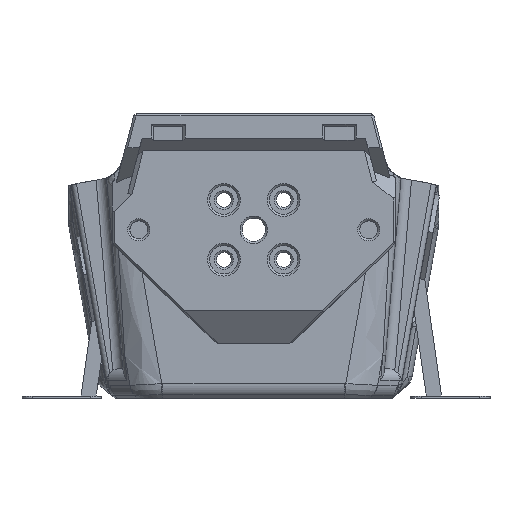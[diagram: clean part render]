
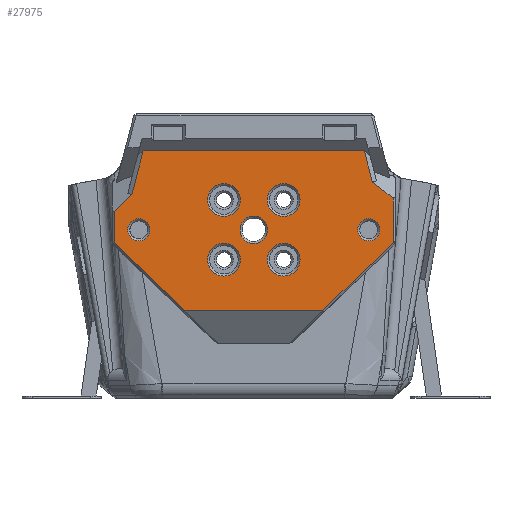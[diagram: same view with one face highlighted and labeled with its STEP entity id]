
A CAD part, front view. The second image highlights one B-rep face of the part: STEP entity #27975.
In plain terms, the highlighted planar face has unit normal (0, -1, 0).
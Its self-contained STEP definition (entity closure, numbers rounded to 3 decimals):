
#2197=CIRCLE('',#30265,2.1);
#2198=CIRCLE('',#30266,2.1);
#2199=CIRCLE('',#30267,2.6);
#2200=CIRCLE('',#30268,3.1);
#2201=CIRCLE('',#30269,3.1);
#2202=CIRCLE('',#30270,3.1);
#2203=CIRCLE('',#30271,3.1);
#9935=ORIENTED_EDGE('',*,*,#11802,.F.);
#9936=ORIENTED_EDGE('',*,*,#14638,.T.);
#9937=ORIENTED_EDGE('',*,*,#14639,.T.);
#9938=ORIENTED_EDGE('',*,*,#14640,.T.);
#9939=ORIENTED_EDGE('',*,*,#14641,.T.);
#9940=ORIENTED_EDGE('',*,*,#14642,.T.);
#9941=ORIENTED_EDGE('',*,*,#14643,.T.);
#9942=ORIENTED_EDGE('',*,*,#14644,.T.);
#9943=ORIENTED_EDGE('',*,*,#11811,.F.);
#9944=ORIENTED_EDGE('',*,*,#14645,.T.);
#9945=ORIENTED_EDGE('',*,*,#14646,.T.);
#9946=ORIENTED_EDGE('',*,*,#14647,.T.);
#9947=ORIENTED_EDGE('',*,*,#14648,.T.);
#9948=ORIENTED_EDGE('',*,*,#14649,.F.);
#9949=ORIENTED_EDGE('',*,*,#14650,.F.);
#9950=ORIENTED_EDGE('',*,*,#14651,.T.);
#9951=ORIENTED_EDGE('',*,*,#14652,.T.);
#11802=EDGE_CURVE('',#15661,#15662,#18119,.F.);
#11811=EDGE_CURVE('',#15670,#15671,#18128,.F.);
#14638=EDGE_CURVE('',#15661,#17448,#19732,.T.);
#14639=EDGE_CURVE('',#17448,#17449,#19733,.F.);
#14640=EDGE_CURVE('',#17449,#17450,#19734,.T.);
#14641=EDGE_CURVE('',#17450,#17451,#19735,.T.);
#14642=EDGE_CURVE('',#17451,#17452,#19736,.T.);
#14643=EDGE_CURVE('',#17452,#17453,#19737,.T.);
#14644=EDGE_CURVE('',#17453,#15671,#19738,.T.);
#14645=EDGE_CURVE('',#15670,#15662,#19739,.T.);
#14646=EDGE_CURVE('',#17454,#17454,#2197,.F.);
#14647=EDGE_CURVE('',#17455,#17455,#2198,.F.);
#14648=EDGE_CURVE('',#17456,#17456,#2199,.F.);
#14649=EDGE_CURVE('',#17457,#17457,#2200,.F.);
#14650=EDGE_CURVE('',#17458,#17458,#2201,.F.);
#14651=EDGE_CURVE('',#17459,#17459,#2202,.F.);
#14652=EDGE_CURVE('',#17460,#17460,#2203,.F.);
#15661=VERTEX_POINT('',#42280);
#15662=VERTEX_POINT('',#42282);
#15670=VERTEX_POINT('',#42299);
#15671=VERTEX_POINT('',#42301);
#17448=VERTEX_POINT('',#54732);
#17449=VERTEX_POINT('',#54734);
#17450=VERTEX_POINT('',#54736);
#17451=VERTEX_POINT('',#54738);
#17452=VERTEX_POINT('',#54740);
#17453=VERTEX_POINT('',#54742);
#17454=VERTEX_POINT('',#54746);
#17455=VERTEX_POINT('',#54748);
#17456=VERTEX_POINT('',#54750);
#17457=VERTEX_POINT('',#54752);
#17458=VERTEX_POINT('',#54754);
#17459=VERTEX_POINT('',#54756);
#17460=VERTEX_POINT('',#54758);
#18119=LINE('',#42281,#20469);
#18128=LINE('',#42300,#20478);
#19732=LINE('',#54731,#22082);
#19733=LINE('',#54733,#22083);
#19734=LINE('',#54735,#22084);
#19735=LINE('',#54737,#22085);
#19736=LINE('',#54739,#22086);
#19737=LINE('',#54741,#22087);
#19738=LINE('',#54743,#22088);
#19739=LINE('',#54744,#22089);
#20469=VECTOR('',#31961,1000.);
#20478=VECTOR('',#31972,1000.);
#22082=VECTOR('',#36646,1000.);
#22083=VECTOR('',#36647,1000.);
#22084=VECTOR('',#36648,1000.);
#22085=VECTOR('',#36649,1000.);
#22086=VECTOR('',#36650,1000.);
#22087=VECTOR('',#36651,1000.);
#22088=VECTOR('',#36652,1000.);
#22089=VECTOR('',#36653,1000.);
#23826=EDGE_LOOP('',(#9935,#9936,#9937,#9938,#9939,#9940,#9941,#9942,#9943,
#9944));
#23827=EDGE_LOOP('',(#9945));
#23828=EDGE_LOOP('',(#9946));
#23829=EDGE_LOOP('',(#9947));
#23830=EDGE_LOOP('',(#9948));
#23831=EDGE_LOOP('',(#9949));
#23832=EDGE_LOOP('',(#9950));
#23833=EDGE_LOOP('',(#9951));
#25533=FACE_BOUND('',#23826,.T.);
#25534=FACE_BOUND('',#23827,.T.);
#25535=FACE_BOUND('',#23828,.T.);
#25536=FACE_BOUND('',#23829,.T.);
#25537=FACE_BOUND('',#23830,.T.);
#25538=FACE_BOUND('',#23831,.T.);
#25539=FACE_BOUND('',#23832,.T.);
#25540=FACE_BOUND('',#23833,.T.);
#26477=PLANE('',#30264);
#27975=ADVANCED_FACE('',(#25533,#25534,#25535,#25536,#25537,#25538,#25539,
#25540),#26477,.T.);
#30264=AXIS2_PLACEMENT_3D('',#54730,#36644,#36645);
#30265=AXIS2_PLACEMENT_3D('',#54745,#36654,#36655);
#30266=AXIS2_PLACEMENT_3D('',#54747,#36656,#36657);
#30267=AXIS2_PLACEMENT_3D('',#54749,#36658,#36659);
#30268=AXIS2_PLACEMENT_3D('',#54751,#36660,#36661);
#30269=AXIS2_PLACEMENT_3D('',#54753,#36662,#36663);
#30270=AXIS2_PLACEMENT_3D('',#54755,#36664,#36665);
#30271=AXIS2_PLACEMENT_3D('',#54757,#36666,#36667);
#31961=DIRECTION('',(-1.,0.,0.));
#31972=DIRECTION('',(-0.797,0.,0.604));
#36644=DIRECTION('',(0.,-1.,0.));
#36645=DIRECTION('',(1.,0.,0.));
#36646=DIRECTION('',(-0.25,0.,-0.968));
#36647=DIRECTION('',(0.714,0.,0.7));
#36648=DIRECTION('',(0.,0.,-1.));
#36649=DIRECTION('',(0.722,0.,-0.692));
#36650=DIRECTION('',(1.,0.,0.));
#36651=DIRECTION('',(0.722,0.,0.692));
#36652=DIRECTION('',(0.,0.,1.));
#36653=DIRECTION('',(-0.25,0.,0.968));
#36654=DIRECTION('',(0.,-1.,0.));
#36655=DIRECTION('',(1.,0.,0.));
#36656=DIRECTION('',(0.,-1.,0.));
#36657=DIRECTION('',(1.,0.,0.));
#36658=DIRECTION('',(0.,-1.,0.));
#36659=DIRECTION('',(0.,0.,-1.));
#36660=DIRECTION('',(0.,1.,0.));
#36661=DIRECTION('',(0.,0.,-1.));
#36662=DIRECTION('',(0.,1.,0.));
#36663=DIRECTION('',(0.,0.,-1.));
#36664=DIRECTION('',(0.,-1.,0.));
#36665=DIRECTION('',(0.,0.,-1.));
#36666=DIRECTION('',(0.,-1.,0.));
#36667=DIRECTION('',(0.,0.,-1.));
#42280=CARTESIAN_POINT('',(-20.926,-29.1,46.811));
#42281=CARTESIAN_POINT('',(-0.052,-29.1,46.811));
#42282=CARTESIAN_POINT('',(20.926,-29.1,46.811));
#42299=CARTESIAN_POINT('',(22.462,-29.1,40.868));
#42300=CARTESIAN_POINT('',(15.729,-29.1,45.972));
#42301=CARTESIAN_POINT('',(26.393,-29.1,37.888));
#54730=CARTESIAN_POINT('',(0.,-29.1,25.221));
#54731=CARTESIAN_POINT('',(-24.847,-29.1,31.647));
#54732=CARTESIAN_POINT('',(-23.06,-29.1,38.559));
#54733=CARTESIAN_POINT('',(-17.965,-29.1,43.552));
#54734=CARTESIAN_POINT('',(-26.393,-29.1,35.292));
#54735=CARTESIAN_POINT('',(-26.393,-29.1,25.221));
#54736=CARTESIAN_POINT('',(-26.393,-29.1,29.389));
#54737=CARTESIAN_POINT('',(-10.556,-29.1,14.208));
#54738=CARTESIAN_POINT('',(-13.09,-29.1,16.638));
#54739=CARTESIAN_POINT('',(-2.754,-29.1,16.638));
#54740=CARTESIAN_POINT('',(13.09,-29.1,16.638));
#54741=CARTESIAN_POINT('',(10.556,-29.1,14.208));
#54742=CARTESIAN_POINT('',(26.393,-29.1,29.389));
#54743=CARTESIAN_POINT('',(26.393,-29.1,25.221));
#54744=CARTESIAN_POINT('',(24.847,-29.1,31.647));
#54745=CARTESIAN_POINT('',(-21.75,-29.1,31.853));
#54746=CARTESIAN_POINT('',(-19.65,-29.1,31.853));
#54747=CARTESIAN_POINT('',(21.75,-29.1,31.853));
#54748=CARTESIAN_POINT('',(23.85,-29.1,31.853));
#54749=CARTESIAN_POINT('',(0.,-29.1,31.85));
#54750=CARTESIAN_POINT('',(0.,-29.1,29.25));
#54751=CARTESIAN_POINT('',(5.657,-29.1,37.507));
#54752=CARTESIAN_POINT('',(5.657,-29.1,34.407));
#54753=CARTESIAN_POINT('',(5.657,-29.1,26.193));
#54754=CARTESIAN_POINT('',(5.657,-29.1,23.093));
#54755=CARTESIAN_POINT('',(-5.657,-29.1,37.507));
#54756=CARTESIAN_POINT('',(-5.657,-29.1,34.407));
#54757=CARTESIAN_POINT('',(-5.657,-29.1,26.193));
#54758=CARTESIAN_POINT('',(-5.657,-29.1,23.093));
